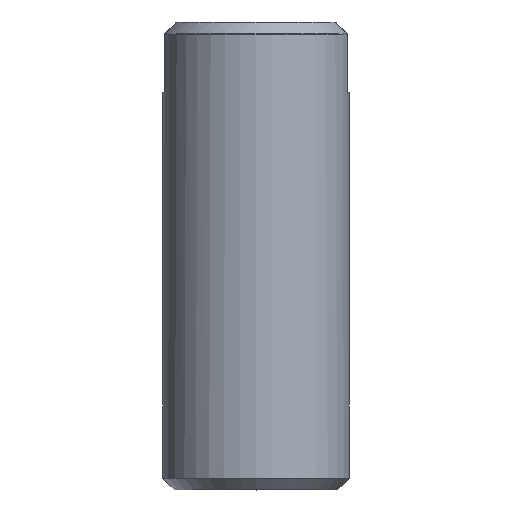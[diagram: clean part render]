
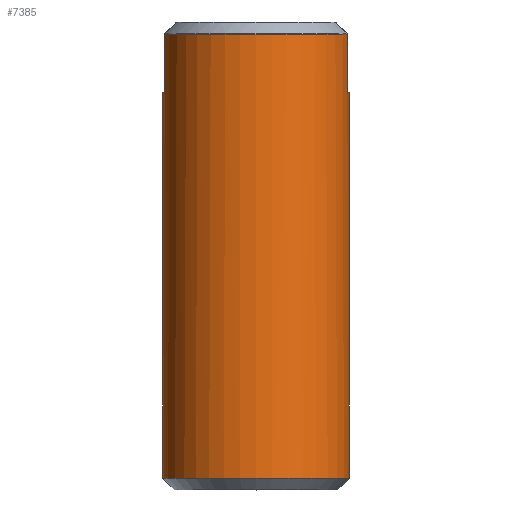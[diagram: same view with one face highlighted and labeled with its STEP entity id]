
A CAD part, top view. The second image highlights one B-rep face of the part: STEP entity #7385.
In plain terms, the highlighted cylindrical face has radius 4 mm (diameter 8 mm), a full revolution.
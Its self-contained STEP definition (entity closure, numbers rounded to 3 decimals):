
#211 = DIRECTION ( 'NONE',  ( 0., 1., 0. ) ) ;
#547 = DIRECTION ( 'NONE',  ( 0., -1., 0. ) ) ;
#569 = LINE ( 'NONE', #10004, #2216 ) ;
#791 = CARTESIAN_POINT ( 'NONE',  ( 3.909, 0., -0.85 ) ) ;
#833 = ORIENTED_EDGE ( 'NONE', *, *, #3473, .T. ) ;
#854 = AXIS2_PLACEMENT_3D ( 'NONE', #10848, #16114, #2962 ) ;
#1040 = DIRECTION ( 'NONE',  ( 0., 0., 1. ) ) ;
#1325 = CARTESIAN_POINT ( 'NONE',  ( -3.908, 19.449, 0.854 ) ) ;
#1379 = CARTESIAN_POINT ( 'NONE',  ( -3.905, 19.473, 0.865 ) ) ;
#1381 = CARTESIAN_POINT ( 'NONE',  ( 3.909, 19.418, 0.85 ) ) ;
#1622 = DIRECTION ( 'NONE',  ( 0., 1., 0. ) ) ;
#1633 = CARTESIAN_POINT ( 'NONE',  ( 3.909, 17., -0.85 ) ) ;
#1878 = CIRCLE ( 'NONE', #16334, 4. ) ;
#2002 = VERTEX_POINT ( 'NONE', #13053 ) ;
#2216 = VECTOR ( 'NONE', #3374, 1000. ) ;
#2309 = VERTEX_POINT ( 'NONE', #16806 ) ;
#2352 = VECTOR ( 'NONE', #547, 1000. ) ;
#2501 = AXIS2_PLACEMENT_3D ( 'NONE', #13283, #15703, #17011 ) ;
#2744 = CARTESIAN_POINT ( 'NONE',  ( -3.908, 19.439, 0.852 ) ) ;
#2850 = EDGE_CURVE ( 'NONE', #10652, #10652, #16361, .T. ) ;
#2880 = CARTESIAN_POINT ( 'NONE',  ( 0., 0.5, 0. ) ) ;
#2962 = DIRECTION ( 'NONE',  ( 0., 0., 1. ) ) ;
#3164 = EDGE_CURVE ( 'NONE', #10834, #11348, #569, .T. ) ;
#3301 = CIRCLE ( 'NONE', #2501, 4. ) ;
#3374 = DIRECTION ( 'NONE',  ( 0., 1., 0. ) ) ;
#3411 = VERTEX_POINT ( 'NONE', #13200 ) ;
#3419 = AXIS2_PLACEMENT_3D ( 'NONE', #8895, #6526, #1040 ) ;
#3473 = EDGE_CURVE ( 'NONE', #8337, #11348, #13018, .T. ) ;
#4139 = CARTESIAN_POINT ( 'NONE',  ( 3.907, 19.461, 0.859 ) ) ;
#4147 = ORIENTED_EDGE ( 'NONE', *, *, #2850, .T. ) ;
#4344 = EDGE_CURVE ( 'NONE', #12297, #2002, #16586, .T. ) ;
#4552 = FACE_OUTER_BOUND ( 'NONE', #9294, .T. ) ;
#4695 = VECTOR ( 'NONE', #10038, 1000. ) ;
#5205 = CARTESIAN_POINT ( 'NONE',  ( -3.909, 17., 0.85 ) ) ;
#5216 = DIRECTION ( 'NONE',  ( 0., 0., -1. ) ) ;
#5385 = CARTESIAN_POINT ( 'NONE',  ( -3.909, 19.426, 0.85 ) ) ;
#5388 = CARTESIAN_POINT ( 'NONE',  ( 3.909, 19.43, 0.85 ) ) ;
#5510 = EDGE_CURVE ( 'NONE', #7641, #2309, #13016, .T. ) ;
#5745 = CARTESIAN_POINT ( 'NONE',  ( -3.909, 0., -0.85 ) ) ;
#5804 = ORIENTED_EDGE ( 'NONE', *, *, #15957, .F. ) ;
#5815 = VECTOR ( 'NONE', #9685, 1000. ) ;
#6470 = DIRECTION ( 'NONE',  ( 0., -1., 0. ) ) ;
#6526 = DIRECTION ( 'NONE',  ( 0., -1., 0. ) ) ;
#6654 = CARTESIAN_POINT ( 'NONE',  ( -3.906, 19.465, 0.861 ) ) ;
#6709 = CARTESIAN_POINT ( 'NONE',  ( -3.909, 19.418, 0.85 ) ) ;
#6712 = CARTESIAN_POINT ( 'NONE',  ( 3.906, 19.471, 0.864 ) ) ;
#7385 = ADVANCED_FACE ( 'NONE', ( #4552, #8672 ), #14858, .T. ) ;
#7641 = VERTEX_POINT ( 'NONE', #14487 ) ;
#8040 = CARTESIAN_POINT ( 'NONE',  ( 0., 17., 0. ) ) ;
#8337 = VERTEX_POINT ( 'NONE', #11255 ) ;
#8425 = EDGE_LOOP ( 'NONE', ( #4147 ) ) ;
#8438 = ORIENTED_EDGE ( 'NONE', *, *, #12381, .F. ) ;
#8567 = EDGE_CURVE ( 'NONE', #3411, #11355, #1878, .T. ) ;
#8595 = VERTEX_POINT ( 'NONE', #13347 ) ;
#8624 = EDGE_CURVE ( 'NONE', #8595, #10834, #3301, .T. ) ;
#8672 = FACE_OUTER_BOUND ( 'NONE', #8425, .T. ) ;
#8715 = LINE ( 'NONE', #5745, #2352 ) ;
#8804 = LINE ( 'NONE', #791, #4695 ) ;
#8895 = CARTESIAN_POINT ( 'NONE',  ( 0., 19.479, 0. ) ) ;
#9191 = CARTESIAN_POINT ( 'NONE',  ( -3.907, 19.458, 0.858 ) ) ;
#9224 = AXIS2_PLACEMENT_3D ( 'NONE', #11718, #6470, #5216 ) ;
#9294 = EDGE_LOOP ( 'NONE', ( #8438, #9497, #15894, #833, #13493, #11802, #14842, #15195, #5804, #15442 ) ) ;
#9497 = ORIENTED_EDGE ( 'NONE', *, *, #4344, .T. ) ;
#9685 = DIRECTION ( 'NONE',  ( 0., -1., 0. ) ) ;
#9849 = CARTESIAN_POINT ( 'NONE',  ( 3.909, 0., 0.85 ) ) ;
#10004 = CARTESIAN_POINT ( 'NONE',  ( -3.909, 0., 0.85 ) ) ;
#10038 = DIRECTION ( 'NONE',  ( 0., 1., 0. ) ) ;
#10451 = CIRCLE ( 'NONE', #3419, 4. ) ;
#10652 = VERTEX_POINT ( 'NONE', #13832 ) ;
#10834 = VERTEX_POINT ( 'NONE', #5205 ) ;
#10848 = CARTESIAN_POINT ( 'NONE',  ( 0., 19.5, 0. ) ) ;
#11255 = CARTESIAN_POINT ( 'NONE',  ( -3.904, 19.479, 0.871 ) ) ;
#11348 = VERTEX_POINT ( 'NONE', #14855 ) ;
#11355 = VERTEX_POINT ( 'NONE', #1633 ) ;
#11718 = CARTESIAN_POINT ( 'NONE',  ( 0., 0., 0. ) ) ;
#11802 = ORIENTED_EDGE ( 'NONE', *, *, #8624, .F. ) ;
#11829 = CARTESIAN_POINT ( 'NONE',  ( -3.909, 19.422, 0.85 ) ) ;
#11831 = CARTESIAN_POINT ( 'NONE',  ( 3.908, 19.441, 0.852 ) ) ;
#11885 = CARTESIAN_POINT ( 'NONE',  ( -3.904, 19.479, 0.871 ) ) ;
#11916 = DIRECTION ( 'NONE',  ( 0., 0., -1. ) ) ;
#12297 = VERTEX_POINT ( 'NONE', #16105 ) ;
#12325 = EDGE_CURVE ( 'NONE', #7641, #8595, #8715, .T. ) ;
#12381 = EDGE_CURVE ( 'NONE', #12297, #3411, #16949, .T. ) ;
#13016 = CIRCLE ( 'NONE', #854, 4. ) ;
#13018 = B_SPLINE_CURVE_WITH_KNOTS ( 'NONE', 3,
 ( #11885, #1379, #6654, #9191, #1325, #2744, #13257, #5385, #11829, #6709 ),
 .UNSPECIFIED., .F., .F.,
 ( 4, 3, 3, 4 ),
 ( 0., 0., 0., 0. ),
 .UNSPECIFIED. ) ;
#13053 = CARTESIAN_POINT ( 'NONE',  ( 3.904, 19.479, 0.871 ) ) ;
#13200 = CARTESIAN_POINT ( 'NONE',  ( 3.909, 17., 0.85 ) ) ;
#13257 = CARTESIAN_POINT ( 'NONE',  ( -3.909, 19.429, 0.851 ) ) ;
#13283 = CARTESIAN_POINT ( 'NONE',  ( 0., 17., 0. ) ) ;
#13322 = CARTESIAN_POINT ( 'NONE',  ( 3.904, 19.479, 0.871 ) ) ;
#13347 = CARTESIAN_POINT ( 'NONE',  ( -3.909, 17., -0.85 ) ) ;
#13493 = ORIENTED_EDGE ( 'NONE', *, *, #3164, .F. ) ;
#13832 = CARTESIAN_POINT ( 'NONE',  ( 0., 0.5, -4. ) ) ;
#14275 = AXIS2_PLACEMENT_3D ( 'NONE', #2880, #1622, #16027 ) ;
#14487 = CARTESIAN_POINT ( 'NONE',  ( -3.909, 19.5, -0.85 ) ) ;
#14543 = CARTESIAN_POINT ( 'NONE',  ( 3.907, 19.451, 0.856 ) ) ;
#14842 = ORIENTED_EDGE ( 'NONE', *, *, #12325, .F. ) ;
#14855 = CARTESIAN_POINT ( 'NONE',  ( -3.909, 19.418, 0.85 ) ) ;
#14858 = CYLINDRICAL_SURFACE ( 'NONE', #9224, 4. ) ;
#15195 = ORIENTED_EDGE ( 'NONE', *, *, #5510, .T. ) ;
#15442 = ORIENTED_EDGE ( 'NONE', *, *, #8567, .F. ) ;
#15703 = DIRECTION ( 'NONE',  ( 0., 1., 0. ) ) ;
#15894 = ORIENTED_EDGE ( 'NONE', *, *, #16679, .T. ) ;
#15957 = EDGE_CURVE ( 'NONE', #11355, #2309, #8804, .T. ) ;
#16027 = DIRECTION ( 'NONE',  ( 0., 0., -1. ) ) ;
#16105 = CARTESIAN_POINT ( 'NONE',  ( 3.909, 19.418, 0.85 ) ) ;
#16114 = DIRECTION ( 'NONE',  ( 0., -1., 0. ) ) ;
#16334 = AXIS2_PLACEMENT_3D ( 'NONE', #8040, #211, #11916 ) ;
#16361 = CIRCLE ( 'NONE', #14275, 4. ) ;
#16586 = B_SPLINE_CURVE_WITH_KNOTS ( 'NONE', 3,
 ( #1381, #5388, #11831, #14543, #4139, #6712, #13322 ),
 .UNSPECIFIED., .F., .F.,
 ( 4, 3, 4 ),
 ( 0., 0., 0. ),
 .UNSPECIFIED. ) ;
#16679 = EDGE_CURVE ( 'NONE', #2002, #8337, #10451, .T. ) ;
#16806 = CARTESIAN_POINT ( 'NONE',  ( 3.909, 19.5, -0.85 ) ) ;
#16949 = LINE ( 'NONE', #9849, #5815 ) ;
#17011 = DIRECTION ( 'NONE',  ( 0., 0., -1. ) ) ;
